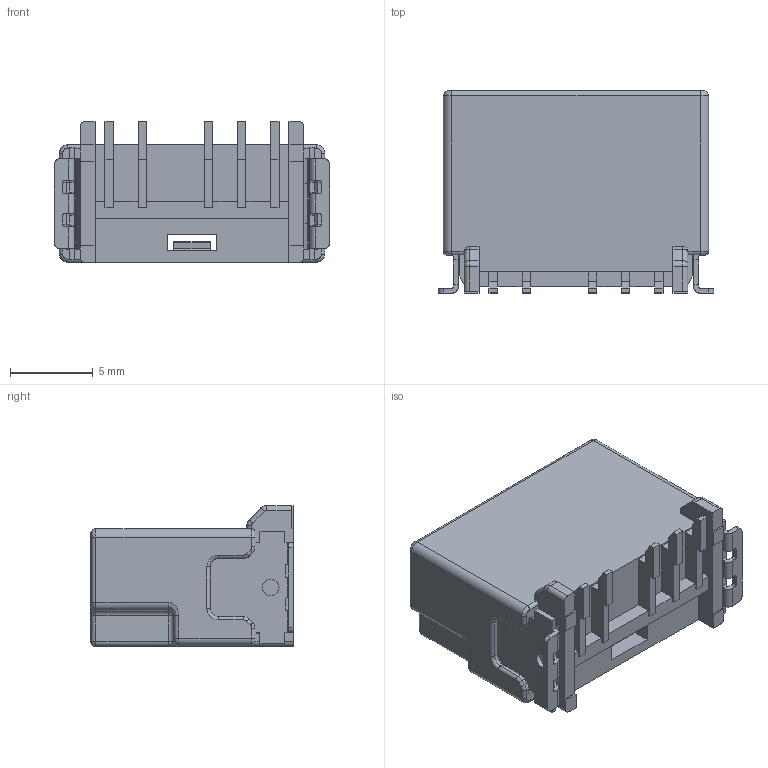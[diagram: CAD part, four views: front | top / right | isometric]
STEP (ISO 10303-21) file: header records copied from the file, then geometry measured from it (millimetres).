
FILE_DESCRIPTION (( 'STEP AP214' ), '1' );
FILE_NAME ('C_020_D_C_SMT_5M_V_ASSY_BK_CL_(B)_Rev.1.STEP', '2021-11-23T05:27:51', ( 'jkhwang' ), ( '' ), 'SwSTEP 2.0', 'SolidWorks 2020', '' );
FILE_SCHEMA (( 'AUTOMOTIVE_DESIGN' ));
Length unit declared in the file: millimetre
Products named in the file (1): C_020_D_C_SMT_5M_V_ASSY_BK_CL_(B)_Rev.1
Bounding box: 16.6 x 12.2 x 8.5 mm (x, y, z)
Volume: 593.2 mm3; surface area: 1492.3 mm2
Topology: 1 solids, 1 shells, 783 faces, 2088 edges, 1272 vertices
Faces by surface type: plane 396, cylinder 263, bspline 82, cone 32, torus 10
Full cylindrical faces by diameter (mm): 1 x2
Entity records: 26175 total; most frequent: CARTESIAN_POINT 7911, ORIENTED_EDGE 4092, DIRECTION 3405, EDGE_CURVE 2046, LINE 1293, VECTOR 1293, VERTEX_POINT 1272, AXIS2_PLACEMENT_3D 1056
